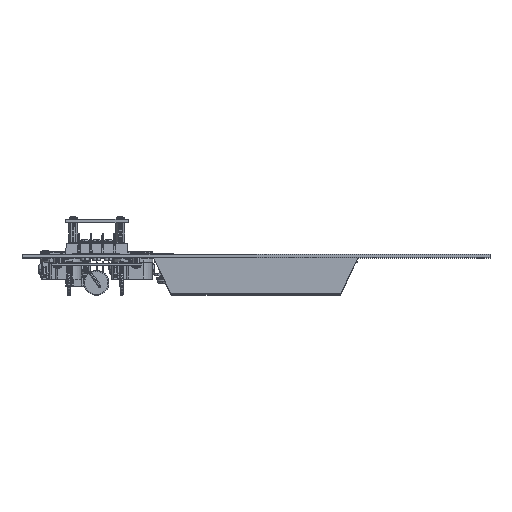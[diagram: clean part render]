
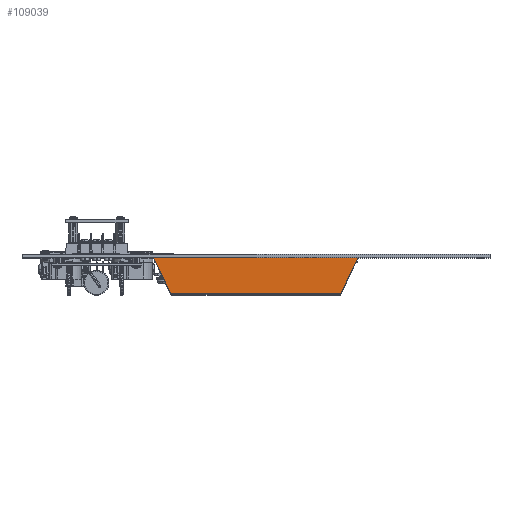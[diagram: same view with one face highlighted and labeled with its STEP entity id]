
A CAD part, top view. The second image highlights one B-rep face of the part: STEP entity #109039.
In plain terms, the highlighted planar face has unit normal (0, 0, 1).
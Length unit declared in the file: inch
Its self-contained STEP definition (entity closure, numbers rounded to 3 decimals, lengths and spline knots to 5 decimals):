
#1094 = LINE ( 'NONE', #101110, #45956 ) ;
#2506 = VERTEX_POINT ( 'NONE', #3898 ) ;
#3898 = CARTESIAN_POINT ( 'NONE',  ( -3.25, 0., 1.194 ) ) ;
#4207 = VECTOR ( 'NONE', #61975, 39.37008 ) ;
#5273 = FACE_OUTER_BOUND ( 'NONE', #13528, .T. ) ;
#7720 = DIRECTION ( 'NONE',  ( 1., 0., 0. ) ) ;
#9288 = EDGE_CURVE ( 'NONE', #82350, #2506, #99609, .T. ) ;
#11631 = VERTEX_POINT ( 'NONE', #97964 ) ;
#12111 = DIRECTION ( 'NONE',  ( -1., 0., 0. ) ) ;
#13528 = EDGE_LOOP ( 'NONE', ( #80723, #47774, #68638, #23270 ) ) ;
#13871 = CARTESIAN_POINT ( 'NONE',  ( -2.70174, 1.155, 1.194 ) ) ;
#14807 = CARTESIAN_POINT ( 'NONE',  ( 3.25, 0., 1.194 ) ) ;
#23270 = ORIENTED_EDGE ( 'NONE', *, *, #30456, .T. ) ;
#30456 = EDGE_CURVE ( 'NONE', #2506, #76638, #60617, .T. ) ;
#33892 = VECTOR ( 'NONE', #102088, 39.37008 ) ;
#41306 = LINE ( 'NONE', #53091, #62439 ) ;
#45956 = VECTOR ( 'NONE', #12111, 39.37008 ) ;
#46711 = AXIS2_PLACEMENT_3D ( 'NONE', #70219, #61537, #7720 ) ;
#47774 = ORIENTED_EDGE ( 'NONE', *, *, #111778, .T. ) ;
#53091 = CARTESIAN_POINT ( 'NONE',  ( 2.6875, 1.185, 1.194 ) ) ;
#60617 = LINE ( 'NONE', #84069, #33892 ) ;
#61537 = DIRECTION ( 'NONE',  ( 0., 0., 1. ) ) ;
#61975 = DIRECTION ( 'NONE',  ( -0.429, -0.903, 0. ) ) ;
#62439 = VECTOR ( 'NONE', #69279, 39.37008 ) ;
#68638 = ORIENTED_EDGE ( 'NONE', *, *, #9288, .T. ) ;
#69279 = DIRECTION ( 'NONE',  ( -0.429, 0.903, 0. ) ) ;
#70219 = CARTESIAN_POINT ( 'NONE',  ( 3.25, 0., 1.194 ) ) ;
#76638 = VERTEX_POINT ( 'NONE', #14807 ) ;
#80723 = ORIENTED_EDGE ( 'NONE', *, *, #103331, .T. ) ;
#82350 = VERTEX_POINT ( 'NONE', #13871 ) ;
#84069 = CARTESIAN_POINT ( 'NONE',  ( -3.25, 0., 1.194 ) ) ;
#97139 = CARTESIAN_POINT ( 'NONE',  ( -2.6875, 1.185, 1.194 ) ) ;
#97964 = CARTESIAN_POINT ( 'NONE',  ( 2.70174, 1.155, 1.194 ) ) ;
#99609 = LINE ( 'NONE', #97139, #4207 ) ;
#101110 = CARTESIAN_POINT ( 'NONE',  ( -2.6875, 1.155, 1.194 ) ) ;
#102088 = DIRECTION ( 'NONE',  ( 1., 0., 0. ) ) ;
#103331 = EDGE_CURVE ( 'NONE', #76638, #11631, #41306, .T. ) ;
#105814 = PLANE ( 'NONE',  #46711 ) ;
#109039 = ADVANCED_FACE ( 'NONE', ( #5273 ), #105814, .T. ) ;
#111778 = EDGE_CURVE ( 'NONE', #11631, #82350, #1094, .T. ) ;
